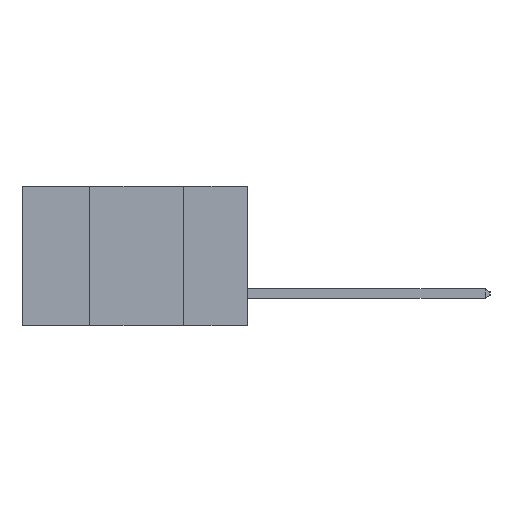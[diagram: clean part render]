
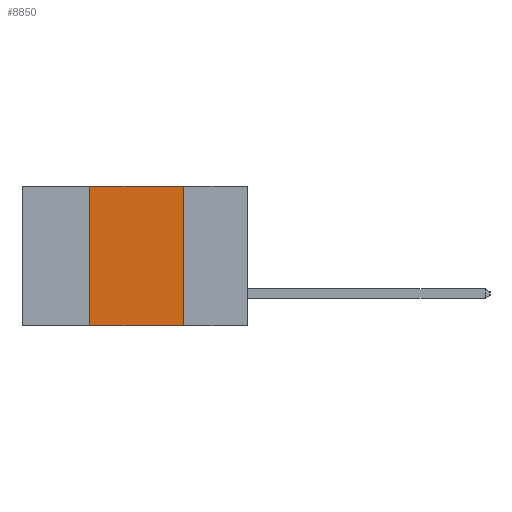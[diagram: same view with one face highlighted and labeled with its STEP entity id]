
A CAD part, left-side view. The second image highlights one B-rep face of the part: STEP entity #8850.
In plain terms, the highlighted planar face has unit normal (-1, 0, 0).
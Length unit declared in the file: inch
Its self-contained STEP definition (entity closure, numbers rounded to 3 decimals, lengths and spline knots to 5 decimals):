
#543 = EDGE_CURVE ( 'NONE', #22486, #13014, #7099, .T. ) ;
#1239 = DIRECTION ( 'NONE',  ( 0., 0., -1. ) ) ;
#1307 = PLANE ( 'NONE',  #9085 ) ;
#1510 = CARTESIAN_POINT ( 'NONE',  ( 0., 0.42, 0. ) ) ;
#1933 = LINE ( 'NONE', #12050, #18529 ) ;
#3156 = VECTOR ( 'NONE', #6021, 39.37008 ) ;
#6021 = DIRECTION ( 'NONE',  ( 0., -1., 0. ) ) ;
#6445 = EDGE_CURVE ( 'NONE', #23774, #23070, #1933, .T. ) ;
#7099 = LINE ( 'NONE', #17197, #27615 ) ;
#8025 = EDGE_LOOP ( 'NONE', ( #20544, #20639, #21047, #22475 ) ) ;
#8850 = ADVANCED_FACE ( 'NONE', ( #21392 ), #1307, .F. ) ;
#9085 = AXIS2_PLACEMENT_3D ( 'NONE', #16290, #15763, #15496 ) ;
#10102 = CARTESIAN_POINT ( 'NONE',  ( 0., 0.6, -0.37 ) ) ;
#11350 = VECTOR ( 'NONE', #22823, 39.37008 ) ;
#12050 = CARTESIAN_POINT ( 'NONE',  ( 0., 0.17, 0. ) ) ;
#13014 = VERTEX_POINT ( 'NONE', #1510 ) ;
#14162 = CARTESIAN_POINT ( 'NONE',  ( 0., 0.17, 0. ) ) ;
#15496 = DIRECTION ( 'NONE',  ( 0., 0., -1. ) ) ;
#15763 = DIRECTION ( 'NONE',  ( 1., 0., 0. ) ) ;
#16290 = CARTESIAN_POINT ( 'NONE',  ( 0., 0.6, 0. ) ) ;
#16823 = CARTESIAN_POINT ( 'NONE',  ( 0., 0.6, 0. ) ) ;
#16948 = EDGE_CURVE ( 'NONE', #13014, #23774, #19015, .T. ) ;
#17197 = CARTESIAN_POINT ( 'NONE',  ( 0., 0.42, 0. ) ) ;
#18529 = VECTOR ( 'NONE', #1239, 39.37008 ) ;
#18533 = CARTESIAN_POINT ( 'NONE',  ( 0., 0.17, -0.37 ) ) ;
#19015 = LINE ( 'NONE', #16823, #3156 ) ;
#20292 = CARTESIAN_POINT ( 'NONE',  ( 0., 0.42, -0.37 ) ) ;
#20544 = ORIENTED_EDGE ( 'NONE', *, *, #6445, .F. ) ;
#20639 = ORIENTED_EDGE ( 'NONE', *, *, #16948, .F. ) ;
#21047 = ORIENTED_EDGE ( 'NONE', *, *, #543, .F. ) ;
#21392 = FACE_OUTER_BOUND ( 'NONE', #8025, .T. ) ;
#21981 = LINE ( 'NONE', #10102, #11350 ) ;
#22475 = ORIENTED_EDGE ( 'NONE', *, *, #23110, .T. ) ;
#22486 = VERTEX_POINT ( 'NONE', #20292 ) ;
#22823 = DIRECTION ( 'NONE',  ( 0., -1., 0. ) ) ;
#23070 = VERTEX_POINT ( 'NONE', #18533 ) ;
#23110 = EDGE_CURVE ( 'NONE', #22486, #23070, #21981, .T. ) ;
#23624 = DIRECTION ( 'NONE',  ( 0., 0., 1. ) ) ;
#23774 = VERTEX_POINT ( 'NONE', #14162 ) ;
#27615 = VECTOR ( 'NONE', #23624, 39.37008 ) ;
